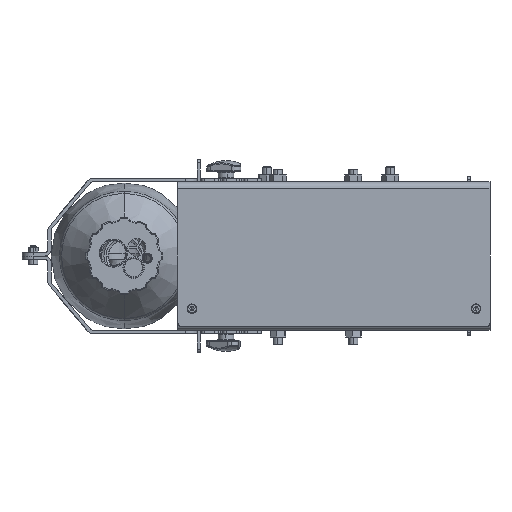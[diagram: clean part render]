
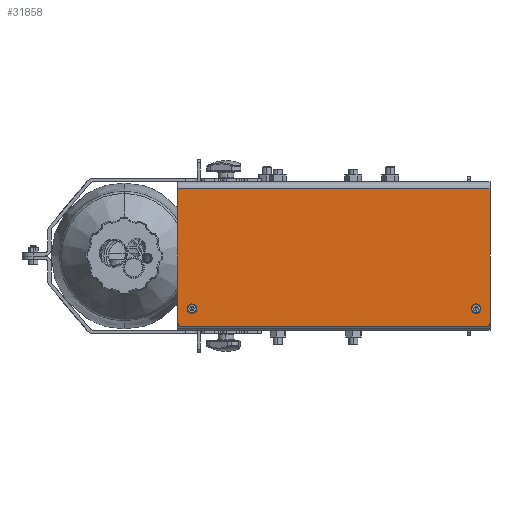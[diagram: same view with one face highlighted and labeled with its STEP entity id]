
A CAD part, left-side view. The second image highlights one B-rep face of the part: STEP entity #31858.
In plain terms, the highlighted planar face has unit normal (-1, 0, 0).
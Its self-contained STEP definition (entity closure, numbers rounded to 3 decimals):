
#578 = CARTESIAN_POINT ( 'NONE',  ( -130.848, -323.079, -63. ) ) ;
#1324 = CIRCLE ( 'NONE', #46478, 2.75 ) ;
#2146 = DIRECTION ( 'NONE',  ( 0., 0., -1. ) ) ;
#2154 = CARTESIAN_POINT ( 'NONE',  ( -130.848, -316.329, -47. ) ) ;
#2206 = LINE ( 'NONE', #12794, #23917 ) ;
#2657 = VERTEX_POINT ( 'NONE', #47628 ) ;
#2959 = CIRCLE ( 'NONE', #31119, 3. ) ;
#3169 = VECTOR ( 'NONE', #2146, 1000. ) ;
#3240 = VERTEX_POINT ( 'NONE', #10605 ) ;
#3904 = ORIENTED_EDGE ( 'NONE', *, *, #36577, .F. ) ;
#4168 = CARTESIAN_POINT ( 'NONE',  ( -130.848, -60.5, -47. ) ) ;
#4285 = ORIENTED_EDGE ( 'NONE', *, *, #17292, .F. ) ;
#5376 = EDGE_LOOP ( 'NONE', ( #21154, #38989, #4285, #3904, #6191, #18926 ) ) ;
#5584 = EDGE_CURVE ( 'NONE', #32356, #42986, #9956, .T. ) ;
#6191 = ORIENTED_EDGE ( 'NONE', *, *, #30093, .F. ) ;
#6669 = CARTESIAN_POINT ( 'NONE',  ( -130.848, -313.579, -47. ) ) ;
#8753 = DIRECTION ( 'NONE',  ( 0., -1., 0. ) ) ;
#9816 = CARTESIAN_POINT ( 'NONE',  ( -130.848, -60.5, -47. ) ) ;
#9956 = LINE ( 'NONE', #36472, #33608 ) ;
#9988 = FACE_OUTER_BOUND ( 'NONE', #5376, .T. ) ;
#10142 = ORIENTED_EDGE ( 'NONE', *, *, #14536, .T. ) ;
#10605 = CARTESIAN_POINT ( 'NONE',  ( -130.848, -48., 60. ) ) ;
#10750 = DIRECTION ( 'NONE',  ( 0., 1., 0. ) ) ;
#11557 = DIRECTION ( 'NONE',  ( 0., 0., 1. ) ) ;
#11618 = CIRCLE ( 'NONE', #18100, 2.75 ) ;
#11793 = CARTESIAN_POINT ( 'NONE',  ( -130.848, -326.079, 60. ) ) ;
#12022 = EDGE_CURVE ( 'NONE', #42986, #19599, #47154, .T. ) ;
#12044 = CARTESIAN_POINT ( 'NONE',  ( -130.848, -48., 60. ) ) ;
#12159 = CIRCLE ( 'NONE', #40417, 2.75 ) ;
#12794 = CARTESIAN_POINT ( 'NONE',  ( -130.848, -48., 60. ) ) ;
#12960 = CARTESIAN_POINT ( 'NONE',  ( -130.848, -310.829, -47. ) ) ;
#13324 = CARTESIAN_POINT ( 'NONE',  ( -130.848, -323.079, -60. ) ) ;
#13481 = CARTESIAN_POINT ( 'NONE',  ( -130.848, -326.079, 60. ) ) ;
#14082 = DIRECTION ( 'NONE',  ( 0., 1., 0. ) ) ;
#14536 = EDGE_CURVE ( 'NONE', #43814, #2657, #42192, .T. ) ;
#17140 = CARTESIAN_POINT ( 'NONE',  ( -130.848, -51., -60. ) ) ;
#17292 = EDGE_CURVE ( 'NONE', #45997, #19599, #37504, .T. ) ;
#18100 = AXIS2_PLACEMENT_3D ( 'NONE', #38987, #46798, #39210 ) ;
#18286 = CARTESIAN_POINT ( 'NONE',  ( -130.848, -48., 60. ) ) ;
#18926 = ORIENTED_EDGE ( 'NONE', *, *, #34795, .T. ) ;
#19125 = LINE ( 'NONE', #12044, #42234 ) ;
#19526 = DIRECTION ( 'NONE',  ( 1., 0., 0. ) ) ;
#19599 = VERTEX_POINT ( 'NONE', #25553 ) ;
#19751 = AXIS2_PLACEMENT_3D ( 'NONE', #18286, #48856, #22080 ) ;
#20064 = AXIS2_PLACEMENT_3D ( 'NONE', #4168, #19526, #10750 ) ;
#20433 = EDGE_CURVE ( 'NONE', #2657, #43814, #12159, .T. ) ;
#21154 = ORIENTED_EDGE ( 'NONE', *, *, #5584, .T. ) ;
#22048 = DIRECTION ( 'NONE',  ( 1., 0., 0. ) ) ;
#22080 = DIRECTION ( 'NONE',  ( 0., 1., 0. ) ) ;
#22687 = VERTEX_POINT ( 'NONE', #2154 ) ;
#23917 = VECTOR ( 'NONE', #8753, 1000. ) ;
#24931 = DIRECTION ( 'NONE',  ( 1., 0., 0. ) ) ;
#25101 = FACE_BOUND ( 'NONE', #26900, .T. ) ;
#25553 = CARTESIAN_POINT ( 'NONE',  ( -130.848, -326.079, -60. ) ) ;
#25847 = FACE_BOUND ( 'NONE', #40280, .T. ) ;
#26900 = EDGE_LOOP ( 'NONE', ( #10142, #37168 ) ) ;
#28974 = ORIENTED_EDGE ( 'NONE', *, *, #35919, .T. ) ;
#29371 = AXIS2_PLACEMENT_3D ( 'NONE', #13324, #47690, #31983 ) ;
#30093 = EDGE_CURVE ( 'NONE', #41924, #3240, #19125, .T. ) ;
#30999 = EDGE_CURVE ( 'NONE', #42643, #22687, #11618, .T. ) ;
#31119 = AXIS2_PLACEMENT_3D ( 'NONE', #17140, #44420, #48204 ) ;
#31858 = ADVANCED_FACE ( 'NONE', ( #25101, #25847, #9988 ), #40538, .F. ) ;
#31983 = DIRECTION ( 'NONE',  ( 0., 1., 0. ) ) ;
#32134 = DIRECTION ( 'NONE',  ( 0., -1., 0. ) ) ;
#32356 = VERTEX_POINT ( 'NONE', #48305 ) ;
#33608 = VECTOR ( 'NONE', #32134, 1000. ) ;
#33983 = ORIENTED_EDGE ( 'NONE', *, *, #30999, .T. ) ;
#34795 = EDGE_CURVE ( 'NONE', #41924, #32356, #2959, .T. ) ;
#35919 = EDGE_CURVE ( 'NONE', #22687, #42643, #1324, .T. ) ;
#36334 = CARTESIAN_POINT ( 'NONE',  ( -130.848, -48., -60. ) ) ;
#36472 = CARTESIAN_POINT ( 'NONE',  ( -130.848, -48., -63. ) ) ;
#36577 = EDGE_CURVE ( 'NONE', #3240, #45997, #2206, .T. ) ;
#37168 = ORIENTED_EDGE ( 'NONE', *, *, #20433, .T. ) ;
#37504 = LINE ( 'NONE', #13481, #3169 ) ;
#38987 = CARTESIAN_POINT ( 'NONE',  ( -130.848, -313.579, -47. ) ) ;
#38989 = ORIENTED_EDGE ( 'NONE', *, *, #12022, .T. ) ;
#39210 = DIRECTION ( 'NONE',  ( 0., 1., 0. ) ) ;
#40280 = EDGE_LOOP ( 'NONE', ( #33983, #28974 ) ) ;
#40417 = AXIS2_PLACEMENT_3D ( 'NONE', #9816, #24931, #14082 ) ;
#40505 = DIRECTION ( 'NONE',  ( 0., 1., 0. ) ) ;
#40538 = PLANE ( 'NONE',  #19751 ) ;
#41924 = VERTEX_POINT ( 'NONE', #36334 ) ;
#42192 = CIRCLE ( 'NONE', #20064, 2.75 ) ;
#42234 = VECTOR ( 'NONE', #11557, 1000. ) ;
#42643 = VERTEX_POINT ( 'NONE', #12960 ) ;
#42986 = VERTEX_POINT ( 'NONE', #578 ) ;
#43814 = VERTEX_POINT ( 'NONE', #46585 ) ;
#44420 = DIRECTION ( 'NONE',  ( -1., 0., 0. ) ) ;
#45997 = VERTEX_POINT ( 'NONE', #11793 ) ;
#46478 = AXIS2_PLACEMENT_3D ( 'NONE', #6669, #22048, #40505 ) ;
#46585 = CARTESIAN_POINT ( 'NONE',  ( -130.848, -57.75, -47. ) ) ;
#46798 = DIRECTION ( 'NONE',  ( 1., 0., 0. ) ) ;
#47154 = CIRCLE ( 'NONE', #29371, 3. ) ;
#47628 = CARTESIAN_POINT ( 'NONE',  ( -130.848, -63.25, -47. ) ) ;
#47690 = DIRECTION ( 'NONE',  ( -1., 0., 0. ) ) ;
#48204 = DIRECTION ( 'NONE',  ( 0., 1., 0. ) ) ;
#48305 = CARTESIAN_POINT ( 'NONE',  ( -130.848, -51., -63. ) ) ;
#48856 = DIRECTION ( 'NONE',  ( 1., 0., 0. ) ) ;
